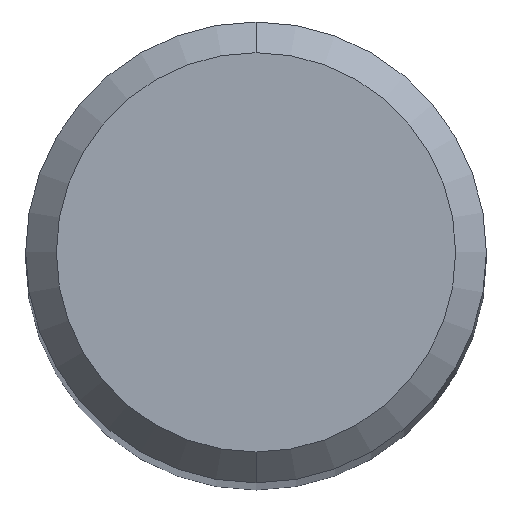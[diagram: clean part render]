
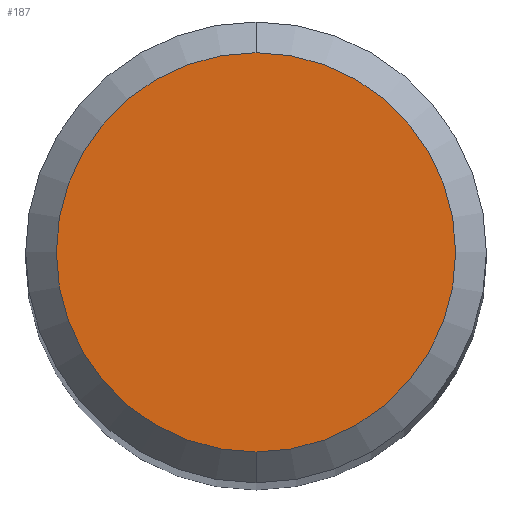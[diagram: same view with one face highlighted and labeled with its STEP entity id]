
A CAD part, top view. The second image highlights one B-rep face of the part: STEP entity #187.
In plain terms, the highlighted planar face has unit normal (0, 0, 1).
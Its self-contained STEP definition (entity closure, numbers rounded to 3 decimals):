
#181=EDGE_CURVE('',#395,#307,#488,.T.);
#187=ADVANCED_FACE('',(#494),#495,.T.);
#307=VERTEX_POINT('',#627);
#395=VERTEX_POINT('',#724);
#461=EDGE_CURVE('',#307,#395,#798,.T.);
#488=CIRCLE('',#828,2.6);
#494=FACE_OUTER_BOUND('',#835,.T.);
#495=PLANE('',#836);
#627=CARTESIAN_POINT('',(0.0,2.6,0.0));
#724=CARTESIAN_POINT('',(0.,-2.6,0.0));
#798=CIRCLE('',#1441,2.6);
#828=AXIS2_PLACEMENT_3D('',#1445,#1446,#1447);
#835=EDGE_LOOP('',(#1452,#1453));
#836=AXIS2_PLACEMENT_3D('',#1454,#1455,#1456);
#1441=AXIS2_PLACEMENT_3D('',#1802,#1803,#1804);
#1445=CARTESIAN_POINT('',(0.0,0.0,0.0));
#1446=DIRECTION('',(0.0,0.0,-1.0));
#1447=DIRECTION('',(0.0,1.0,0.0));
#1452=ORIENTED_EDGE('',*,*,#461,.F.);
#1453=ORIENTED_EDGE('',*,*,#181,.F.);
#1454=CARTESIAN_POINT('',(0.0,1.3,0.0));
#1455=DIRECTION('',(-0.0,0.0,1.0));
#1456=DIRECTION('',(0.0,-1.0,0.0));
#1802=CARTESIAN_POINT('',(0.0,0.0,0.0));
#1803=DIRECTION('',(0.0,0.0,-1.0));
#1804=DIRECTION('',(0.0,1.0,0.0));
